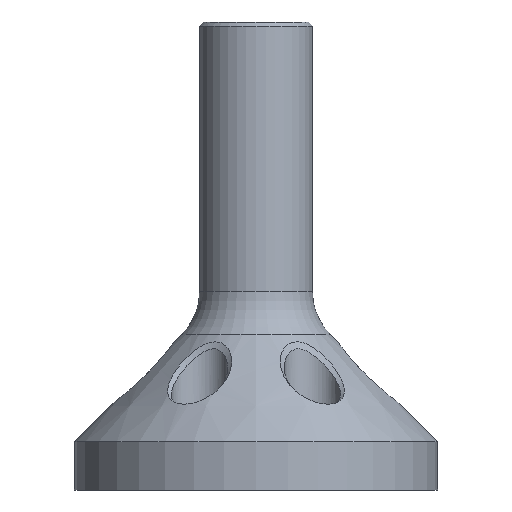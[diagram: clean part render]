
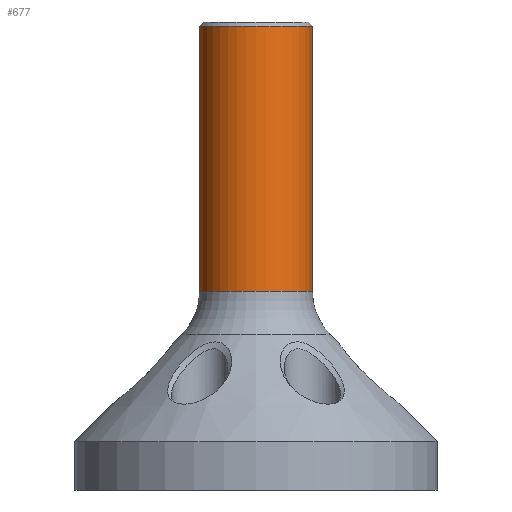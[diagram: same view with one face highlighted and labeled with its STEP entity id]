
A CAD part, front view. The second image highlights one B-rep face of the part: STEP entity #677.
In plain terms, the highlighted cylindrical face has radius 7 mm (diameter 14 mm), a full revolution.
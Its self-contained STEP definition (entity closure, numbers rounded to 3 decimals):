
#30=CYLINDRICAL_SURFACE('',#744,7.);
#83=LINE('',#1196,#119);
#119=VECTOR('',#843,7.);
#171=FACE_OUTER_BOUND('',#223,.T.);
#223=EDGE_LOOP('',(#498,#499,#500,#501,#502));
#283=CIRCLE('',#739,7.);
#284=CIRCLE('',#740,7.);
#287=CIRCLE('',#745,7.);
#325=VERTEX_POINT('',#1028);
#326=VERTEX_POINT('',#1030);
#335=VERTEX_POINT('',#1194);
#386=EDGE_CURVE('',#325,#326,#283,.T.);
#387=EDGE_CURVE('',#326,#325,#284,.T.);
#397=EDGE_CURVE('',#335,#335,#287,.T.);
#398=EDGE_CURVE('',#335,#326,#83,.T.);
#498=ORIENTED_EDGE('',*,*,#397,.F.);
#499=ORIENTED_EDGE('',*,*,#398,.T.);
#500=ORIENTED_EDGE('',*,*,#386,.F.);
#501=ORIENTED_EDGE('',*,*,#387,.F.);
#502=ORIENTED_EDGE('',*,*,#398,.F.);
#677=ADVANCED_FACE('',(#171),#30,.T.);
#739=AXIS2_PLACEMENT_3D('',#1031,#828,#829);
#740=AXIS2_PLACEMENT_3D('',#1032,#830,#831);
#744=AXIS2_PLACEMENT_3D('',#1193,#839,#840);
#745=AXIS2_PLACEMENT_3D('',#1195,#841,#842);
#828=DIRECTION('center_axis',(0.,0.,-1.));
#829=DIRECTION('ref_axis',(0.,1.,0.));
#830=DIRECTION('center_axis',(0.,0.,-1.));
#831=DIRECTION('ref_axis',(0.,1.,0.));
#839=DIRECTION('center_axis',(0.,0.,1.));
#840=DIRECTION('ref_axis',(-1.,0.,0.));
#841=DIRECTION('center_axis',(0.,0.,1.));
#842=DIRECTION('ref_axis',(-1.,0.,0.));
#843=DIRECTION('',(0.,0.,-1.));
#1028=CARTESIAN_POINT('',(-7.,0.,24.607));
#1030=CARTESIAN_POINT('',(7.,0.,24.607));
#1031=CARTESIAN_POINT('Origin',(0.,0.,24.607));
#1032=CARTESIAN_POINT('Origin',(0.,0.,24.607));
#1193=CARTESIAN_POINT('Origin',(0.,0.,6.));
#1194=CARTESIAN_POINT('',(7.,0.,57.5));
#1195=CARTESIAN_POINT('Origin',(0.,0.,57.5));
#1196=CARTESIAN_POINT('',(7.,0.,6.));
